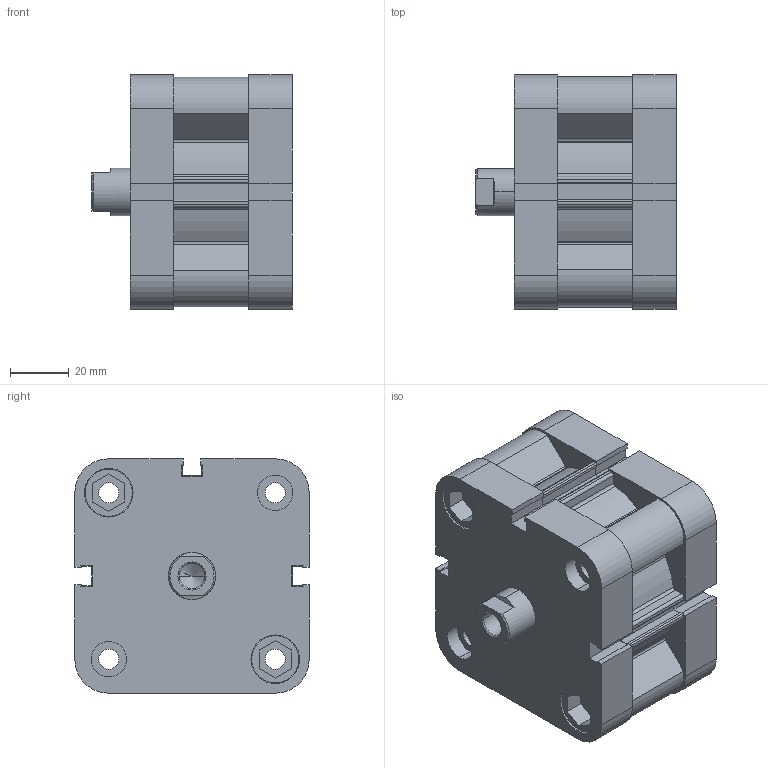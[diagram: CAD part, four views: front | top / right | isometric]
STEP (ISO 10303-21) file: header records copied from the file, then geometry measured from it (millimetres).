
FILE_DESCRIPTION (( 'STEP AP214' ), '1' );
FILE_NAME ('KCE-63-5-CYLINDER.STEP', '2013-07-24T13:36:19', ( '' ), ( '' ), 'SwSTEP 2.0', 'SolidWorks 2010', '' );
FILE_SCHEMA (( 'AUTOMOTIVE_DESIGN' ));
Length unit declared in the file: millimetre
Products named in the file (5): KCE  63  ARKA KAPAK; KCE 63 烰 KAPAK; KCE 63  M尳; KCE  63  BORU_Varsayýlan; KCE-63-5-CYLINDER
Assembly tree (4 placements, depth 2):
  KCE-63-5-CYLINDER
    KCE 63 烰 KAPAK
    KCE 63  M尳
    KCE  63  BORU_Varsayýlan
    KCE  63  ARKA KAPAK
Bounding box: 68 x 79.5 x 79.5 mm (x, y, z)
Volume: 270841.2 mm3; surface area: 75012.8 mm2
Topology: 4 solids, 4 shells, 302 faces, 808 edges, 535 vertices
Faces by surface type: plane 166, cylinder 126, cone 10
Entity records: 9954 total; most frequent: DIRECTION 1676, CARTESIAN_POINT 1674, ORIENTED_EDGE 1612, EDGE_CURVE 806, AXIS2_PLACEMENT_3D 569, VECTOR 538, LINE 538, VERTEX_POINT 535
